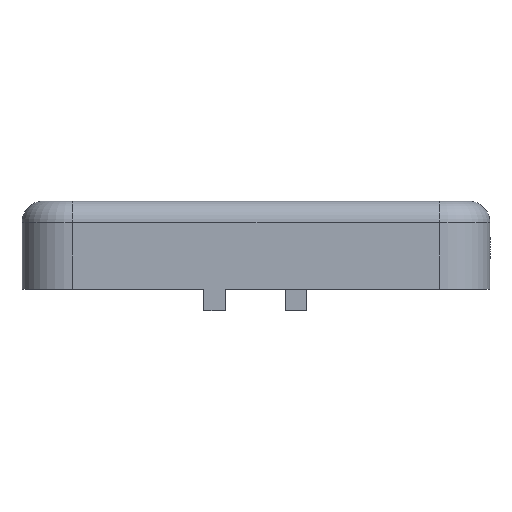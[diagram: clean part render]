
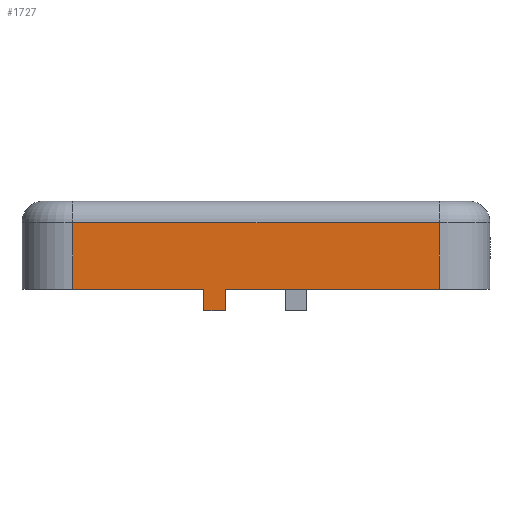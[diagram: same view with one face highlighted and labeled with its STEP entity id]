
A CAD part, left-side view. The second image highlights one B-rep face of the part: STEP entity #1727.
In plain terms, the highlighted face is planar.
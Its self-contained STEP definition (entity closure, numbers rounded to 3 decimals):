
#28=LINE('',#2563,#184);
#39=LINE('',#2598,#195);
#55=LINE('',#2646,#211);
#93=LINE('',#2789,#249);
#116=LINE('',#2877,#272);
#124=LINE('',#2894,#280);
#125=LINE('',#2897,#281);
#126=LINE('',#2898,#282);
#184=VECTOR('',#2016,1000.);
#195=VECTOR('',#2043,1000.);
#211=VECTOR('',#2085,1000.);
#249=VECTOR('',#2207,1000.);
#272=VECTOR('',#2306,1000.);
#280=VECTOR('',#2324,1000.);
#281=VECTOR('',#2325,1000.);
#282=VECTOR('',#2326,1000.);
#353=PLANE('',#1910);
#644=ORIENTED_EDGE('',*,*,#1108,.T.);
#645=ORIENTED_EDGE('',*,*,#1109,.F.);
#646=ORIENTED_EDGE('',*,*,#1099,.F.);
#647=ORIENTED_EDGE('',*,*,#961,.T.);
#648=ORIENTED_EDGE('',*,*,#944,.T.);
#649=ORIENTED_EDGE('',*,*,#983,.F.);
#650=ORIENTED_EDGE('',*,*,#1055,.F.);
#651=ORIENTED_EDGE('',*,*,#1110,.T.);
#944=EDGE_CURVE('',#1200,#1201,#28,.T.);
#961=EDGE_CURVE('',#1215,#1200,#39,.T.);
#983=EDGE_CURVE('',#1234,#1201,#55,.T.);
#1055=EDGE_CURVE('',#1298,#1234,#93,.T.);
#1099=EDGE_CURVE('',#1215,#1323,#116,.T.);
#1108=EDGE_CURVE('',#1329,#1330,#124,.T.);
#1109=EDGE_CURVE('',#1323,#1330,#125,.T.);
#1110=EDGE_CURVE('',#1298,#1329,#126,.T.);
#1200=VERTEX_POINT('',#2564);
#1201=VERTEX_POINT('',#2565);
#1215=VERTEX_POINT('',#2596);
#1234=VERTEX_POINT('',#2645);
#1298=VERTEX_POINT('',#2790);
#1323=VERTEX_POINT('',#2874);
#1329=VERTEX_POINT('',#2895);
#1330=VERTEX_POINT('',#2896);
#1507=EDGE_LOOP('',(#644,#645,#646,#647,#648,#649,#650,#651));
#1617=FACE_BOUND('',#1507,.T.);
#1727=ADVANCED_FACE('',(#1617),#353,.T.);
#1910=AXIS2_PLACEMENT_3D('',#2893,#2322,#2323);
#2016=DIRECTION('',(-1.,0.,0.));
#2043=DIRECTION('',(0.,1.,0.));
#2085=DIRECTION('',(0.,-1.,0.));
#2207=DIRECTION('',(-1.,0.,0.));
#2306=DIRECTION('',(1.,0.,0.));
#2322=DIRECTION('',(0.,0.,-1.));
#2323=DIRECTION('',(0.,-1.,0.));
#2324=DIRECTION('',(-1.,0.,0.));
#2325=DIRECTION('',(0.,1.,0.));
#2326=DIRECTION('',(0.,-1.,0.));
#2563=CARTESIAN_POINT('',(6.85,-3.3,-11.65));
#2564=CARTESIAN_POINT('',(1.15,-3.3,-11.65));
#2565=CARTESIAN_POINT('',(-6.85,-3.3,-11.65));
#2596=CARTESIAN_POINT('',(1.15,-4.1,-11.65));
#2598=CARTESIAN_POINT('',(1.15,-4.954,-11.65));
#2645=CARTESIAN_POINT('',(-6.85,-0.8,-11.65));
#2646=CARTESIAN_POINT('',(-6.85,0.,-11.65));
#2789=CARTESIAN_POINT('',(6.85,-0.8,-11.65));
#2790=CARTESIAN_POINT('',(6.85,-0.8,-11.65));
#2874=CARTESIAN_POINT('',(1.95,-4.1,-11.65));
#2877=CARTESIAN_POINT('',(1.15,-4.1,-11.65));
#2893=CARTESIAN_POINT('',(6.85,0.,-11.65));
#2894=CARTESIAN_POINT('',(6.85,-3.3,-11.65));
#2895=CARTESIAN_POINT('',(6.85,-3.3,-11.65));
#2896=CARTESIAN_POINT('',(1.95,-3.3,-11.65));
#2897=CARTESIAN_POINT('',(1.95,-4.954,-11.65));
#2898=CARTESIAN_POINT('',(6.85,0.,-11.65));
